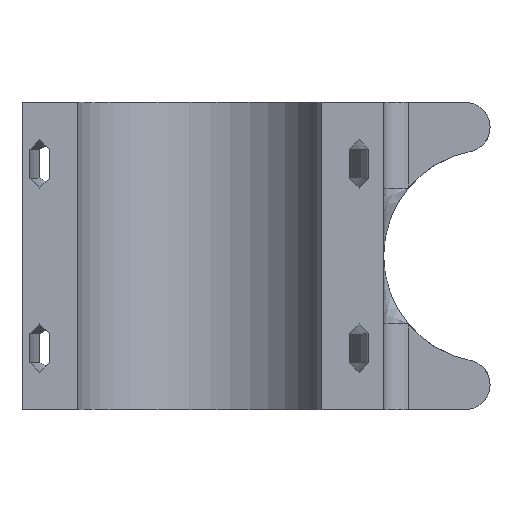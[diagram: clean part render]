
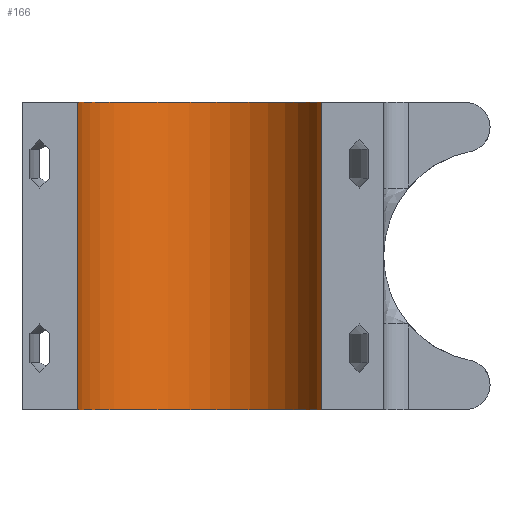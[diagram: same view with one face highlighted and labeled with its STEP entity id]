
A CAD part, front view. The second image highlights one B-rep face of the part: STEP entity #166.
In plain terms, the highlighted cylindrical face has radius 12.7 mm (diameter 25.4 mm), a partial arc.
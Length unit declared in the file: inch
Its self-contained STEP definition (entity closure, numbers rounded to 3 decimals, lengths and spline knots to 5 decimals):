
#166 = ADVANCED_FACE ( 'NONE', ( #633 ), #2129, .F. ) ;
#265 = CARTESIAN_POINT ( 'NONE',  ( 0., 0., 1.25 ) ) ;
#310 = CARTESIAN_POINT ( 'NONE',  ( 0.49608, 0.0625, 1.25 ) ) ;
#353 = CARTESIAN_POINT ( 'NONE',  ( -0.49608, 0.0625, 1.25 ) ) ;
#521 = DIRECTION ( 'NONE',  ( 0., 0., -1. ) ) ;
#561 = CARTESIAN_POINT ( 'NONE',  ( 0., 0., 0. ) ) ;
#592 = EDGE_LOOP ( 'NONE', ( #2074, #985, #1456, #708 ) ) ;
#633 = FACE_OUTER_BOUND ( 'NONE', #592, .T. ) ;
#671 = LINE ( 'NONE', #1999, #1140 ) ;
#708 = ORIENTED_EDGE ( 'NONE', *, *, #711, .T. ) ;
#711 = EDGE_CURVE ( 'NONE', #1075, #1498, #671, .T. ) ;
#729 = AXIS2_PLACEMENT_3D ( 'NONE', #561, #936, #905 ) ;
#828 = AXIS2_PLACEMENT_3D ( 'NONE', #265, #1263, #1604 ) ;
#903 = EDGE_CURVE ( 'NONE', #1075, #1136, #1497, .T. ) ;
#905 = DIRECTION ( 'NONE',  ( -1., 0., 0. ) ) ;
#936 = DIRECTION ( 'NONE',  ( 0., 0., -1. ) ) ;
#949 = EDGE_CURVE ( 'NONE', #1498, #2132, #1683, .T. ) ;
#965 = DIRECTION ( 'NONE',  ( -1., 0., 0. ) ) ;
#983 = CARTESIAN_POINT ( 'NONE',  ( -0.49608, 0.0625, 0. ) ) ;
#985 = ORIENTED_EDGE ( 'NONE', *, *, #1703, .F. ) ;
#1075 = VERTEX_POINT ( 'NONE', #353 ) ;
#1124 = CARTESIAN_POINT ( 'NONE',  ( 0., 0., 1.25 ) ) ;
#1136 = VERTEX_POINT ( 'NONE', #2157 ) ;
#1140 = VECTOR ( 'NONE', #521, 39.37008 ) ;
#1263 = DIRECTION ( 'NONE',  ( 0., 0., -1. ) ) ;
#1456 = ORIENTED_EDGE ( 'NONE', *, *, #903, .F. ) ;
#1463 = CARTESIAN_POINT ( 'NONE',  ( 0.49608, 0.0625, 0. ) ) ;
#1497 = CIRCLE ( 'NONE', #828, 0.5 ) ;
#1498 = VERTEX_POINT ( 'NONE', #983 ) ;
#1518 = DIRECTION ( 'NONE',  ( 0., 0., -1. ) ) ;
#1541 = LINE ( 'NONE', #310, #1888 ) ;
#1604 = DIRECTION ( 'NONE',  ( -1., 0., 0. ) ) ;
#1683 = CIRCLE ( 'NONE', #729, 0.5 ) ;
#1703 = EDGE_CURVE ( 'NONE', #1136, #2132, #1541, .T. ) ;
#1718 = AXIS2_PLACEMENT_3D ( 'NONE', #1124, #1814, #965 ) ;
#1814 = DIRECTION ( 'NONE',  ( 0., 0., -1. ) ) ;
#1888 = VECTOR ( 'NONE', #1518, 39.37008 ) ;
#1999 = CARTESIAN_POINT ( 'NONE',  ( -0.49608, 0.0625, 1.25 ) ) ;
#2074 = ORIENTED_EDGE ( 'NONE', *, *, #949, .T. ) ;
#2129 = CYLINDRICAL_SURFACE ( 'NONE', #1718, 0.5 ) ;
#2132 = VERTEX_POINT ( 'NONE', #1463 ) ;
#2157 = CARTESIAN_POINT ( 'NONE',  ( 0.49608, 0.0625, 1.25 ) ) ;
